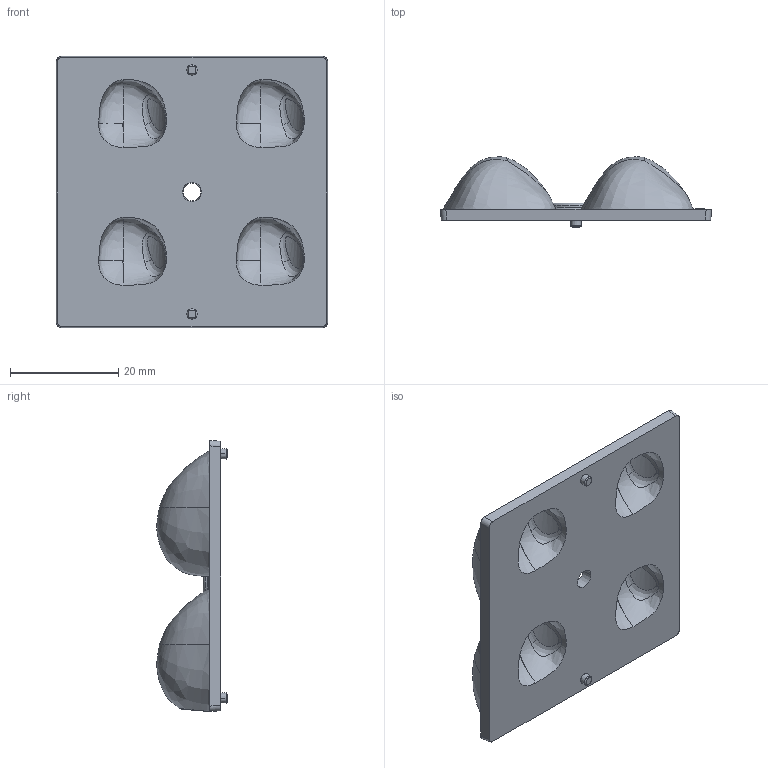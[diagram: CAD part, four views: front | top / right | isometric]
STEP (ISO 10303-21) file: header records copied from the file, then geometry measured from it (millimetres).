
FILE_DESCRIPTION((''),'2;1');
FILE_NAME('PX-R','2024-06-27T',('Administrator'),(''),'PRO/ENGINEER BY PARAMETRIC TECHNOLOGY CORPORATION, 2015240','PRO/ENGINEER BY PARAMETRIC TECHNOLOGY CORPORATION, 2015240','');
FILE_SCHEMA(('CONFIG_CONTROL_DESIGN'));
Length unit declared in the file: millimetre
Products named in the file (1): PX-R
Bounding box: 50 x 12.95 x 50 mm (x, y, z)
Volume: 11927.1 mm3; surface area: 6986.4 mm2
Topology: 1 solids, 1 shells, 153 faces, 405 edges, 250 vertices
Faces by surface type: plane 92, bspline 36, cone 13, cylinder 8, torus 4
Entity records: 12606 total; most frequent: CARTESIAN_POINT 9178, ORIENTED_EDGE 762, DIRECTION 560, EDGE_CURVE 381, VERTEX_POINT 250, VECTOR 248, LINE 248, EDGE_LOOP 175
